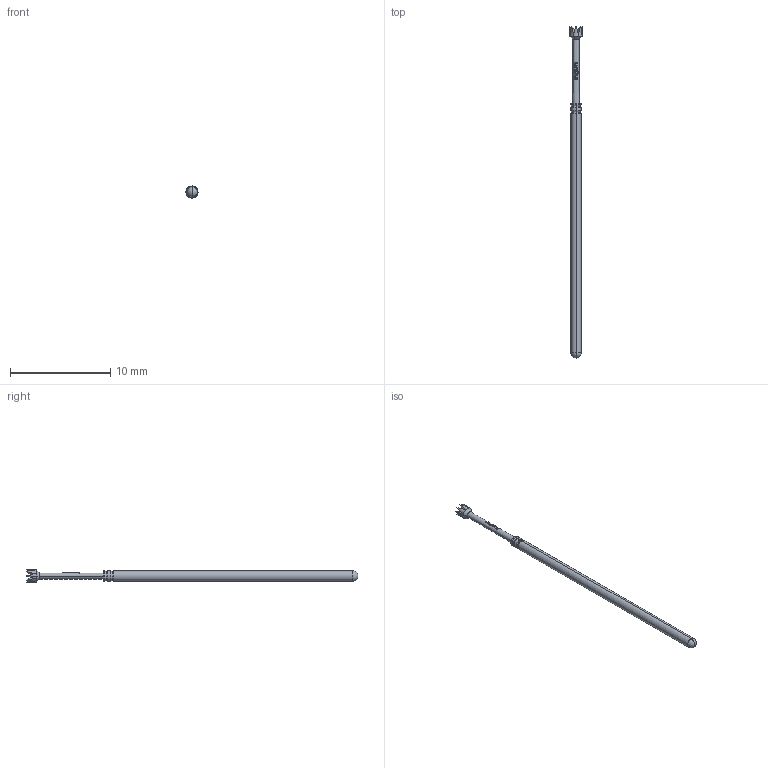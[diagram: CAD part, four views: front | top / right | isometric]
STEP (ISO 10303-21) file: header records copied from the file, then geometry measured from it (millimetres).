
FILE_DESCRIPTION (( 'STEP AP203' ), '1' );
FILE_NAME ('INGUN_GKS-075_288_120_A_xx00.STEP', '2021-09-22T05:30:03', ( 'ochi' ), ( '' ), 'SwSTEP 2.0', 'SolidWorks 2018', '' );
FILE_SCHEMA (( 'CONFIG_CONTROL_DESIGN' ));
Length unit declared in the file: millimetre
Products named in the file (1): INGUN_GKS-075_288_120_A_xx00
Bounding box: 1.2 x 33.16 x 1.2 mm (x, y, z)
Volume: 23.4 mm3; surface area: 103.2 mm2
Topology: 1 solids, 1 shells, 97 faces, 234 edges, 144 vertices
Faces by surface type: bspline 52, plane 17, torus 10, cone 10, cylinder 8
Entity records: 3729 total; most frequent: CARTESIAN_POINT 1900, ORIENTED_EDGE 464, EDGE_CURVE 232, DIRECTION 184, B_SPLINE_CURVE_WITH_KNOTS 156, VERTEX_POINT 144, EDGE_LOOP 104, ADVANCED_FACE 97
